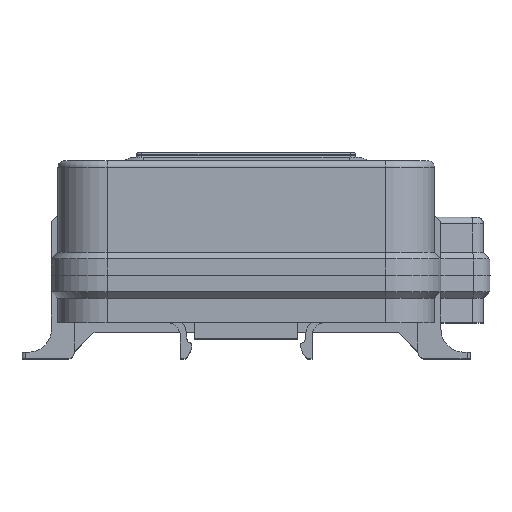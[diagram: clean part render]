
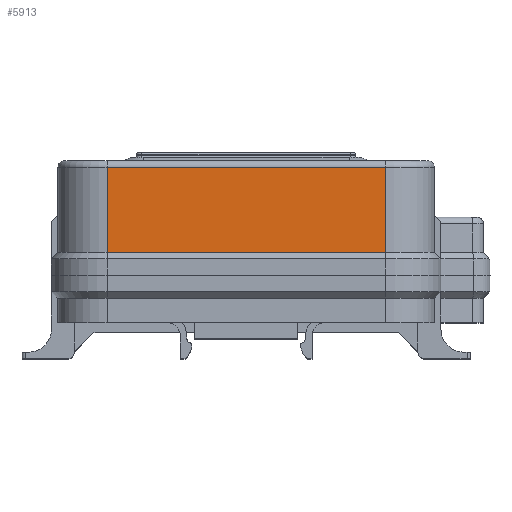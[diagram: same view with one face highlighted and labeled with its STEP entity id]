
A CAD part, top view. The second image highlights one B-rep face of the part: STEP entity #5913.
In plain terms, the highlighted planar face has unit normal (0, 0, 1).
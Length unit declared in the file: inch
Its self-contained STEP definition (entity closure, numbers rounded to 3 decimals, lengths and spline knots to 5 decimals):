
#3544 = VERTEX_POINT ( 'NONE', #66517 ) ;
#3565 = CARTESIAN_POINT ( 'NONE',  ( -1.9685, -0.12795, 2.16535 ) ) ;
#4742 = VECTOR ( 'NONE', #39173, 39.37008 ) ;
#4776 = LINE ( 'NONE', #42171, #35144 ) ;
#5024 = LINE ( 'NONE', #28592, #53341 ) ;
#5913 = ADVANCED_FACE ( 'NONE', ( #16180 ), #33240, .T. ) ;
#8059 = VERTEX_POINT ( 'NONE', #46119 ) ;
#8402 = ORIENTED_EDGE ( 'NONE', *, *, #45696, .T. ) ;
#14563 = DIRECTION ( 'NONE',  ( 1., 0., 0. ) ) ;
#16180 = FACE_OUTER_BOUND ( 'NONE', #24459, .T. ) ;
#16537 = DIRECTION ( 'NONE',  ( 1., 0., 0. ) ) ;
#17403 = LINE ( 'NONE', #33028, #4742 ) ;
#19540 = DIRECTION ( 'NONE',  ( 1., 0., 0. ) ) ;
#19738 = EDGE_CURVE ( 'NONE', #26482, #50963, #35501, .T. ) ;
#24459 = EDGE_LOOP ( 'NONE', ( #24630, #8402, #45325, #52741 ) ) ;
#24630 = ORIENTED_EDGE ( 'NONE', *, *, #38745, .F. ) ;
#25220 = VECTOR ( 'NONE', #19540, 39.37008 ) ;
#26179 = CARTESIAN_POINT ( 'NONE',  ( 1.37795, -0.12795, 2.16535 ) ) ;
#26482 = VERTEX_POINT ( 'NONE', #31432 ) ;
#27516 = DIRECTION ( 'NONE',  ( 0., -1., 0. ) ) ;
#28592 = CARTESIAN_POINT ( 'NONE',  ( 1.37795, 0.89567, 2.16535 ) ) ;
#31432 = CARTESIAN_POINT ( 'NONE',  ( -1.9685, -0.12795, 2.16535 ) ) ;
#33028 = CARTESIAN_POINT ( 'NONE',  ( -1.9685, 0.89567, 2.16535 ) ) ;
#33240 = PLANE ( 'NONE',  #63303 ) ;
#35144 = VECTOR ( 'NONE', #14563, 39.37008 ) ;
#35501 = LINE ( 'NONE', #3565, #25220 ) ;
#37965 = CARTESIAN_POINT ( 'NONE',  ( -1.9685, 0.89567, 2.16535 ) ) ;
#38745 = EDGE_CURVE ( 'NONE', #8059, #3544, #4776, .T. ) ;
#39173 = DIRECTION ( 'NONE',  ( 0., -1., 0. ) ) ;
#42171 = CARTESIAN_POINT ( 'NONE',  ( -1.13189, 0.89567, 2.16535 ) ) ;
#45325 = ORIENTED_EDGE ( 'NONE', *, *, #19738, .T. ) ;
#45696 = EDGE_CURVE ( 'NONE', #8059, #26482, #17403, .T. ) ;
#46119 = CARTESIAN_POINT ( 'NONE',  ( -1.9685, 0.89567, 2.16535 ) ) ;
#50963 = VERTEX_POINT ( 'NONE', #26179 ) ;
#52741 = ORIENTED_EDGE ( 'NONE', *, *, #57215, .F. ) ;
#53341 = VECTOR ( 'NONE', #27516, 39.37008 ) ;
#57215 = EDGE_CURVE ( 'NONE', #3544, #50963, #5024, .T. ) ;
#61573 = DIRECTION ( 'NONE',  ( 0., 0., 1. ) ) ;
#63303 = AXIS2_PLACEMENT_3D ( 'NONE', #37965, #61573, #16537 ) ;
#66517 = CARTESIAN_POINT ( 'NONE',  ( 1.37795, 0.89567, 2.16535 ) ) ;
